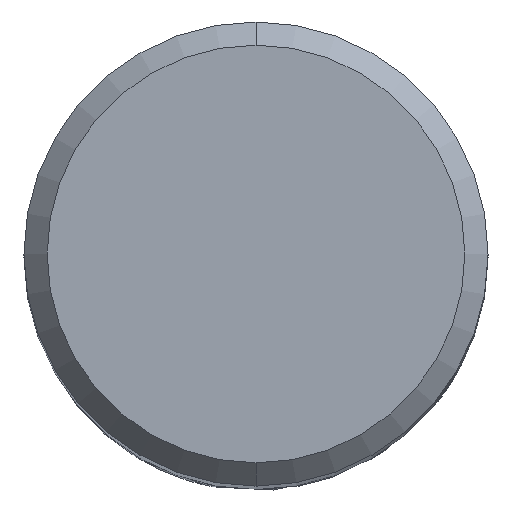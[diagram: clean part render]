
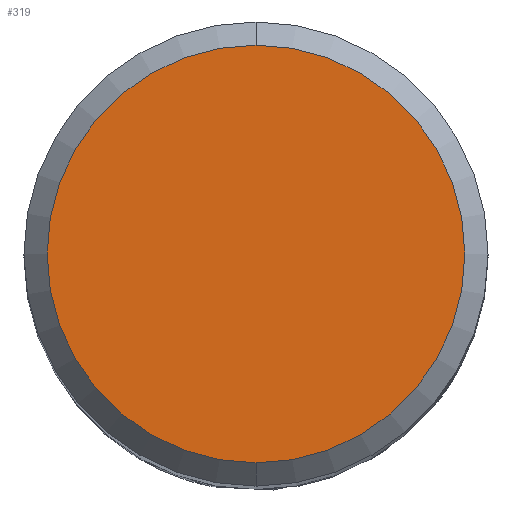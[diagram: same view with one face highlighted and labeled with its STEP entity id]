
A CAD part, top view. The second image highlights one B-rep face of the part: STEP entity #319.
In plain terms, the highlighted planar face has unit normal (0, 0, 1).
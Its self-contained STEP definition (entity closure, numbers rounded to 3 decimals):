
#319=ADVANCED_FACE('',(#891),#892,.T.);
#425=VERTEX_POINT('',#1007);
#471=VERTEX_POINT('',#1058);
#643=EDGE_CURVE('',#471,#425,#1245,.T.);
#797=EDGE_CURVE('',#425,#471,#1413,.T.);
#891=FACE_OUTER_BOUND('',#1507,.T.);
#892=PLANE('',#1508);
#1007=CARTESIAN_POINT('',(0.,-5.4,0.0));
#1058=CARTESIAN_POINT('',(0.0,5.4,0.0));
#1245=CIRCLE('',#3232,5.4);
#1413=CIRCLE('',#5273,5.4);
#1507=EDGE_LOOP('',(#6113,#6114));
#1508=AXIS2_PLACEMENT_3D('',#6115,#6116,#6117);
#3232=AXIS2_PLACEMENT_3D('',#6478,#6479,#6480);
#5273=AXIS2_PLACEMENT_3D('',#6649,#6650,#6651);
#6113=ORIENTED_EDGE('',*,*,#643,.F.);
#6114=ORIENTED_EDGE('',*,*,#797,.F.);
#6115=CARTESIAN_POINT('',(0.0,2.7,0.0));
#6116=DIRECTION('',(-0.0,0.0,1.0));
#6117=DIRECTION('',(0.0,-1.0,0.0));
#6478=CARTESIAN_POINT('',(0.0,0.0,0.0));
#6479=DIRECTION('',(0.0,0.0,-1.0));
#6480=DIRECTION('',(0.0,1.0,0.0));
#6649=CARTESIAN_POINT('',(0.0,0.0,0.0));
#6650=DIRECTION('',(0.0,0.0,-1.0));
#6651=DIRECTION('',(0.0,1.0,0.0));
